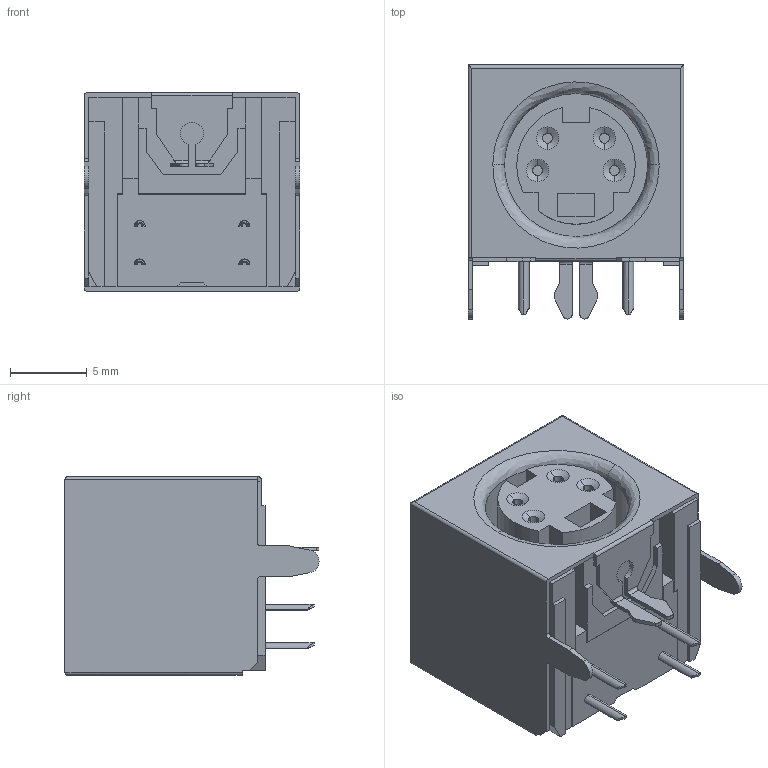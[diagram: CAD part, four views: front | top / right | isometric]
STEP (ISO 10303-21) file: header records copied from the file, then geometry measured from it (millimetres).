
FILE_DESCRIPTION (( 'STEP AP214' ), '1' );
FILE_NAME ('KMDGX-6S-BS.STEP', '2024-01-15T03:32:19', ( '' ), ( '' ), 'SwSTEP 2.0', 'SolidWorks 2022', '' );
FILE_SCHEMA (( 'AUTOMOTIVE_DESIGN' ));
Length unit declared in the file: millimetre
Products named in the file (1): KMDGX-6S-BS
Bounding box: 14 x 16.5 x 12.9 mm (x, y, z)
Volume: 2075.2 mm3; surface area: 1802.9 mm2
Topology: 1 solids, 1 shells, 246 faces, 649 edges, 418 vertices
Faces by surface type: plane 173, cylinder 59, cone 8, bspline 6
Entity records: 8844 total; most frequent: CARTESIAN_POINT 1666, ORIENTED_EDGE 1298, DIRECTION 1207, EDGE_CURVE 649, VECTOR 505, LINE 505, VERTEX_POINT 418, AXIS2_PLACEMENT_3D 351
